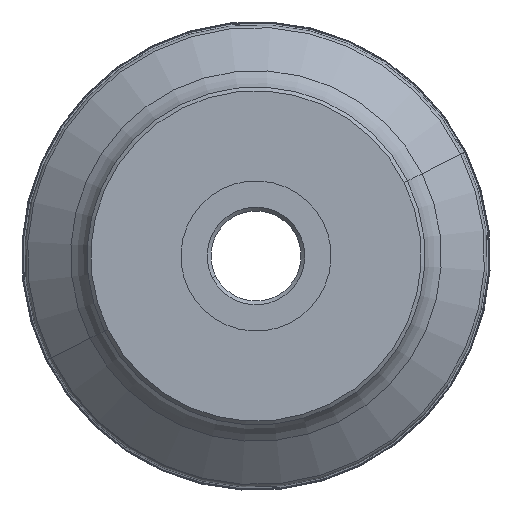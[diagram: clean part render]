
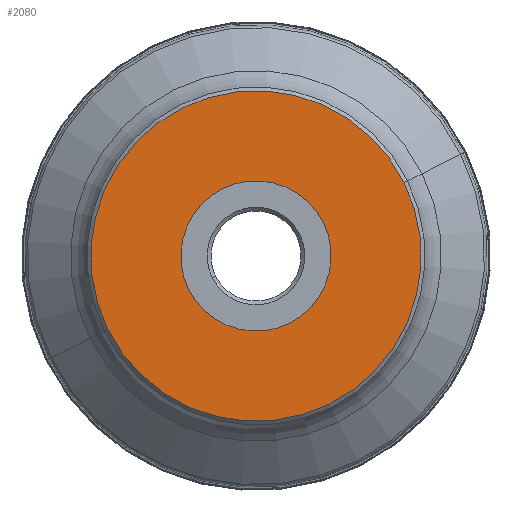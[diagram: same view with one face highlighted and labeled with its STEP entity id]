
A CAD part, left-side view. The second image highlights one B-rep face of the part: STEP entity #2080.
In plain terms, the highlighted planar face has unit normal (-1, 0, 0).
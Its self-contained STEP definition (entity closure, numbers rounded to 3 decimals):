
#1635=CARTESIAN_POINT('Vertex',(0.,17.913,-8.895)) ;
#1638=CARTESIAN_POINT('Axis2P3D Location',(0.,0.,0.)) ;
#1642=CARTESIAN_POINT('Vertex',(0.,-17.913,8.895)) ;
#1664=CARTESIAN_POINT('Axis2P3D Location',(0.,0.,0.)) ;
#1690=CARTESIAN_POINT('Vertex',(0.,39.409,-19.569)) ;
#1706=CARTESIAN_POINT('Vertex',(0.,-39.409,19.569)) ;
#1709=CARTESIAN_POINT('Axis2P3D Location',(0.,0.,0.)) ;
#1726=CARTESIAN_POINT('Axis2P3D Location',(0.,0.,0.)) ;
#2067=CARTESIAN_POINT('Axis2P3D Location',(0.,-39.409,19.569)) ;
#1639=DIRECTION('Axis2P3D Direction',(1.,0.,0.)) ;
#1665=DIRECTION('Axis2P3D Direction',(1.,0.,0.)) ;
#1710=DIRECTION('Axis2P3D Direction',(1.,0.,0.)) ;
#1727=DIRECTION('Axis2P3D Direction',(1.,0.,0.)) ;
#2068=DIRECTION('Axis2P3D Direction',(1.,0.,0.)) ;
#2069=DIRECTION('Axis2P3D XDirection',(0.,1.,0.)) ;
#1640=AXIS2_PLACEMENT_3D('Circle Axis2P3D',#1638,#1639,$) ;
#1666=AXIS2_PLACEMENT_3D('Circle Axis2P3D',#1664,#1665,$) ;
#1711=AXIS2_PLACEMENT_3D('Circle Axis2P3D',#1709,#1710,$) ;
#1728=AXIS2_PLACEMENT_3D('Circle Axis2P3D',#1726,#1727,$) ;
#2070=AXIS2_PLACEMENT_3D('Plane Axis2P3D',#2067,#2068,#2069) ;
#2073=ORIENTED_EDGE('',*,*,#1713,.F.) ;
#2074=ORIENTED_EDGE('',*,*,#1730,.F.) ;
#2077=ORIENTED_EDGE('',*,*,#1668,.T.) ;
#2078=ORIENTED_EDGE('',*,*,#1644,.T.) ;
#2079=FACE_BOUND('',#2076,.T.) ;
#2080=ADVANCED_FACE('Hauptk\X2\00F6\X0\rper',(#2075,#2079),#2071,.F.) ;
#1641=CIRCLE('generated circle',#1640,20.) ;
#1667=CIRCLE('generated circle',#1666,20.) ;
#1712=CIRCLE('generated circle',#1711,44.) ;
#1729=CIRCLE('generated circle',#1728,44.) ;
#1644=EDGE_CURVE('',#1643,#1636,#1641,.T.) ;
#1668=EDGE_CURVE('',#1636,#1643,#1667,.T.) ;
#1713=EDGE_CURVE('',#1707,#1691,#1712,.T.) ;
#1730=EDGE_CURVE('',#1691,#1707,#1729,.T.) ;
#2072=EDGE_LOOP('',(#2073,#2074)) ;
#2076=EDGE_LOOP('',(#2077,#2078)) ;
#2075=FACE_OUTER_BOUND('',#2072,.T.) ;
#2071=PLANE('',#2070) ;
#1636=VERTEX_POINT('',#1635) ;
#1643=VERTEX_POINT('',#1642) ;
#1691=VERTEX_POINT('',#1690) ;
#1707=VERTEX_POINT('',#1706) ;
